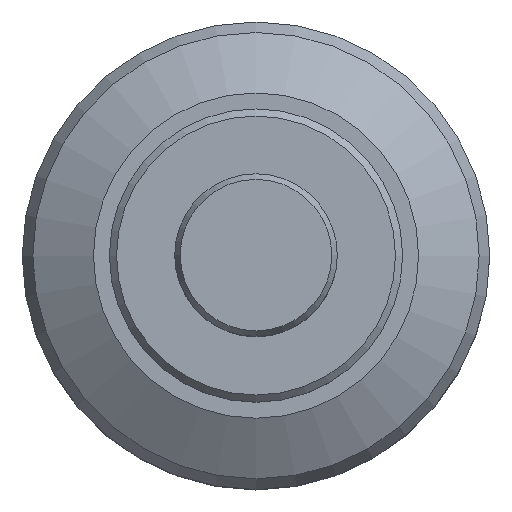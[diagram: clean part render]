
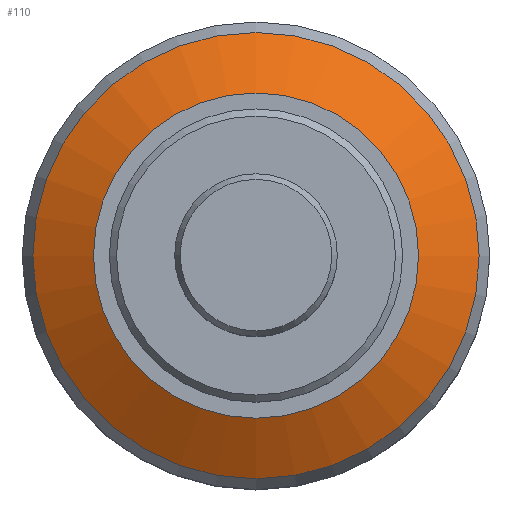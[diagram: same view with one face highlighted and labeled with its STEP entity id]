
A CAD part, top view. The second image highlights one B-rep face of the part: STEP entity #110.
In plain terms, the highlighted conical face has half-angle 59.931 degrees and reference radius 10.978 mm.
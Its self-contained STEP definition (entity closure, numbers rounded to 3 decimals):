
#59=CONICAL_SURFACE('',#301,10.978,59.931);
#88=FACE_BOUND('',#151,.T.);
#89=FACE_BOUND('',#152,.T.);
#110=ADVANCED_FACE('',(#88,#89),#59,.T.);
#151=EDGE_LOOP('',(#185));
#152=EDGE_LOOP('',(#186));
#185=ORIENTED_EDGE('',*,*,#224,.F.);
#186=ORIENTED_EDGE('',*,*,#223,.T.);
#206=VERTEX_POINT('',#431);
#207=VERTEX_POINT('',#434);
#223=EDGE_CURVE('',#206,#206,#240,.T.);
#224=EDGE_CURVE('',#207,#207,#241,.T.);
#240=CIRCLE('',#298,10.978);
#241=CIRCLE('',#300,7.999);
#298=AXIS2_PLACEMENT_3D('',#430,#367,#368);
#300=AXIS2_PLACEMENT_3D('',#433,#371,#372);
#301=AXIS2_PLACEMENT_3D('',#435,#373,#374);
#367=DIRECTION('',(0.,0.,1.));
#368=DIRECTION('',(1.,0.,0.));
#371=DIRECTION('',(0.,0.,1.));
#372=DIRECTION('',(1.,0.,0.));
#373=DIRECTION('',(0.,0.,-1.));
#374=DIRECTION('',(1.,0.,0.));
#430=CARTESIAN_POINT('',(0.,0.,-3.097));
#431=CARTESIAN_POINT('',(10.978,0.,-3.097));
#433=CARTESIAN_POINT('',(0.,0.,-1.372));
#434=CARTESIAN_POINT('',(7.999,0.,-1.372));
#435=CARTESIAN_POINT('',(0.,0.,-3.097));
